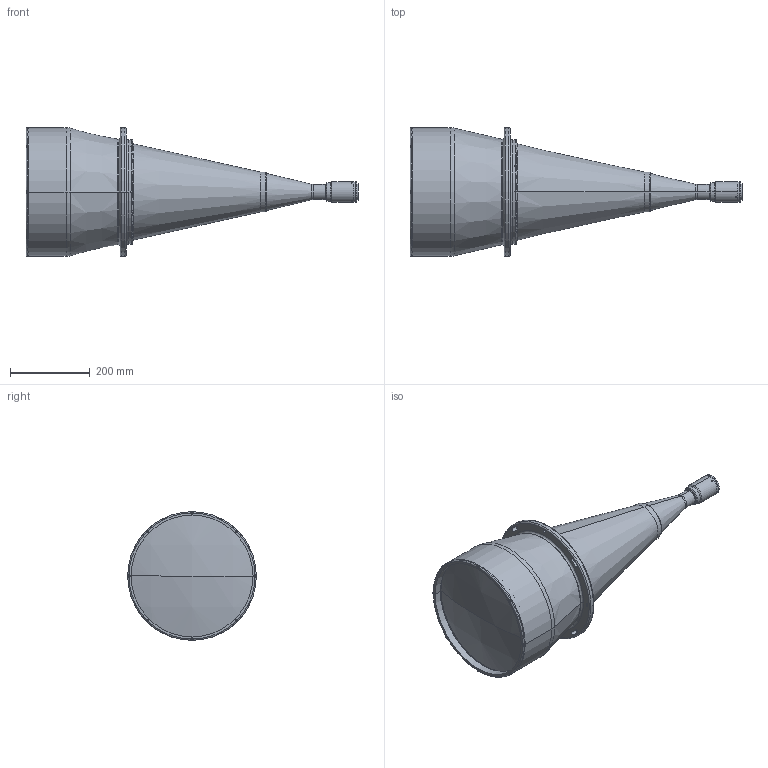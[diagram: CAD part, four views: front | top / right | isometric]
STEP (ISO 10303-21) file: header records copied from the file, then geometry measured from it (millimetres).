
FILE_DESCRIPTION (( 'STEP AP203' ), '1' );
FILE_NAME ('DP71455_TC4MHR240-E.step', '2021-10-06T13:16:23', ( '' ), ( '' ), 'SwSTEP 2.0', 'SolidWorks 2021', '' );
FILE_SCHEMA (( 'CONFIG_CONTROL_DESIGN' ));
Length unit declared in the file: millimetre
Products named in the file (1): DP71455_TC4MHR240-E
Bounding box: 832.1 x 322 x 322 mm (x, y, z)
Surface area: 724043 mm2 (no closed solid volume)
Topology: 0 solids, 38 shells, 279 faces, 899 edges, 638 vertices
Faces by surface type: cylinder 107, plane 83, torus 57, cone 24, bspline 6, sphere 2
Entity records: 11379 total; most frequent: CARTESIAN_POINT 3255, DIRECTION 1835, ORIENTED_EDGE 1414, EDGE_CURVE 891, AXIS2_PLACEMENT_3D 748, VERTEX_POINT 638, CIRCLE 474, EDGE_LOOP 349
